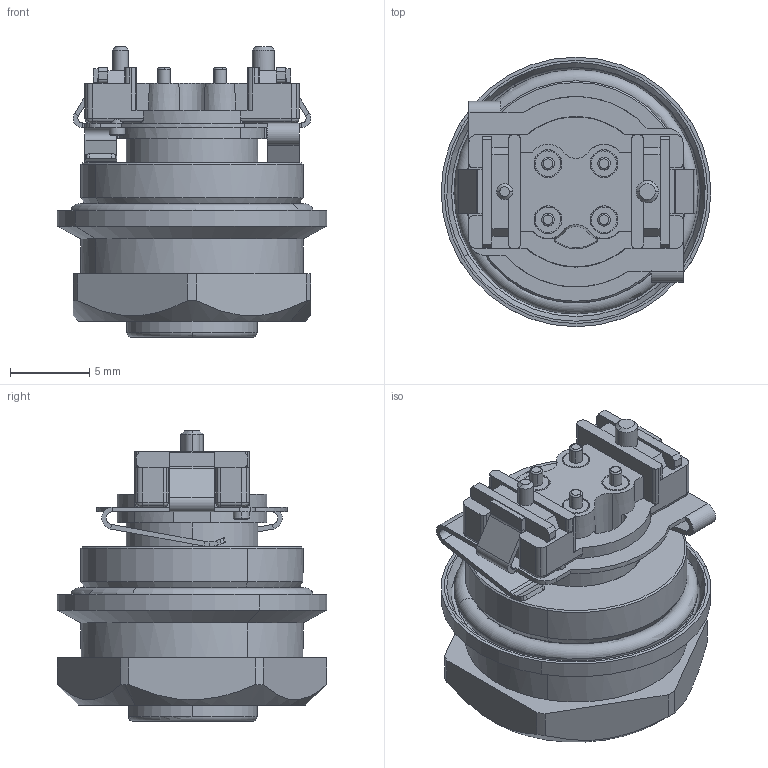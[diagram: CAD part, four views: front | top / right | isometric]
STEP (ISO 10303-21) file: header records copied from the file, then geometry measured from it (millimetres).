
FILE_DESCRIPTION(('CATIA V5R24 STEP','CAx-IF Rec.Pracs.--- Model Styling and Organization---1.2---2011-12-15'),'2;1');
FILE_NAME ('D1461800_0_2422360000_2422360000.stp','2017-05-11T06:30:21+00:00',('none'),('Weidmueller'),'CATIA Version 5-6 Release 2014 SP4 HF52','CATIA V5 STEP AP214','none');
FILE_SCHEMA(('AUTOMOTIVE_DESIGN { 1 0 10303 214 1 1 1 1 }'));
Length unit declared in the file: millimetre
Products named in the file (1): v5-standard_part
Bounding box: 17 x 17 x 18.3 mm (x, y, z)
Volume: 1833.5 mm3; surface area: 2846.3 mm2
Topology: 1 solids, 8 shells, 748 faces, 1988 edges, 1288 vertices
Faces by surface type: plane 310, cylinder 259, bspline 87, cone 56, torus 32, sphere 4
Entity records: 26902 total; most frequent: CARTESIAN_POINT 8819, ORIENTED_EDGE 3964, DIRECTION 2822, EDGE_CURVE 1982, VERTEX_POINT 1288, AXIS2_PLACEMENT_3D 1223, VECTOR 937, LINE 937
